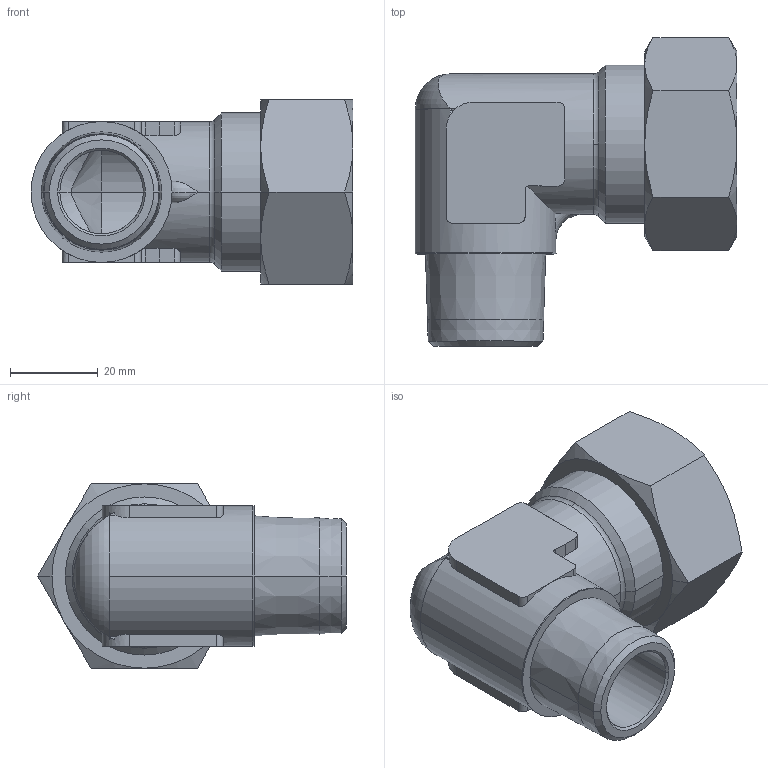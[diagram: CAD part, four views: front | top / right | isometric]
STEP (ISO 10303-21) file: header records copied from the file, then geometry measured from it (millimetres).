
FILE_DESCRIPTION(('STEP AP214'),'1');
FILE_NAME('0109_28_27.stp','2016-07-07T14:32:26',('TraceParts'),('TraceParts S.A.'),'Spatial InterOp 3D',' ',' ');
FILE_SCHEMA(('automotive_design'));
Length unit declared in the file: millimetre
Products named in the file (1): 1
Bounding box: 73.29 x 70.25 x 42 mm (x, y, z)
Volume: 50036.3 mm3; surface area: 21262.4 mm2
Topology: 1 solids, 1 shells, 114 faces, 275 edges, 168 vertices
Faces by surface type: plane 39, cylinder 36, cone 34, torus 5
Entity records: 3850 total; most frequent: CARTESIAN_POINT 1240, ORIENTED_EDGE 550, DIRECTION 549, EDGE_CURVE 275, AXIS2_PLACEMENT_3D 221, VERTEX_POINT 168, EDGE_LOOP 121, ADVANCED_FACE 114
